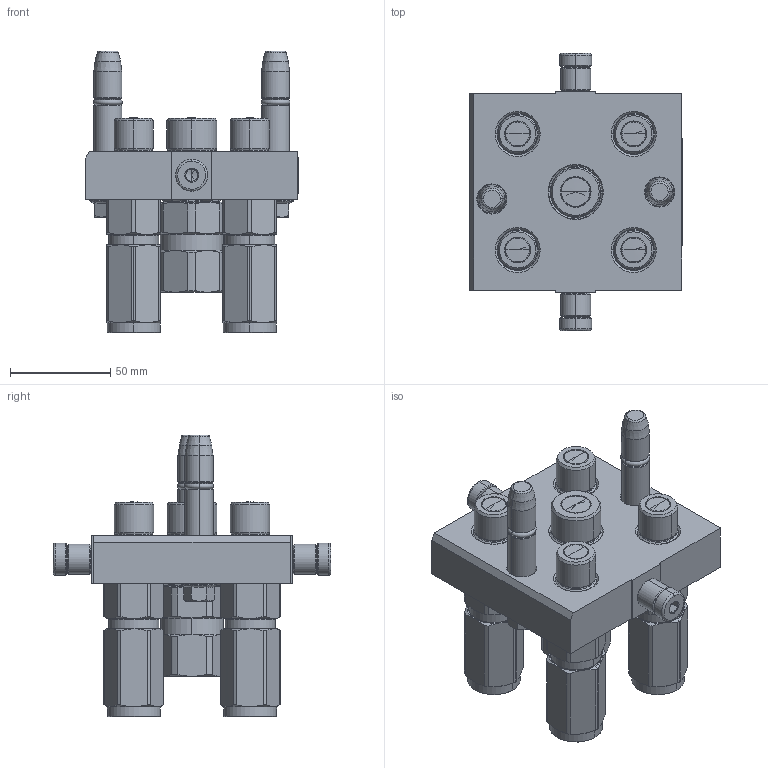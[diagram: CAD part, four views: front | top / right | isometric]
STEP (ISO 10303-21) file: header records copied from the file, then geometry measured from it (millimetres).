
FILE_DESCRIPTION (( 'STEP AP214' ), '1' );
FILE_NAME ('FASTER.step', '2022-11-03T08:31:23', ( '' ), ( '' ), 'SwSTEP 2.0', 'SolidWorks 2017', '' );
FILE_SCHEMA (( 'AUTOMOTIVE_DESIGN' ));
Length unit declared in the file: millimetre
Products named in the file (12): 3ffnp38_gas_m; 4830_010_0000_011; 2ffnp12-18g_m; FASTER; et002; P506-1_M_BASE; 4830_028_1000_011; or2_62x9_19_m; 4830_021_0000_000; 4830_013_3000_030; 1540_080_0008_000
Assembly tree (19 placements, depth 3):
  FASTER
    P506-1_M_BASE
      4830_010_0000_011
      4830_021_0000_000  x2
      1540_080_0008_000  x2
      4830_013_3000_030  x2
      4830_028_1000_011  x2
      or2_62x9_19_m  x2
    3ffnp38_gas_m  x4
      3ffnp38_gas_m
    2ffnp12-18g_m
    et002
Bounding box: 106.3 x 138.6 x 140.8 mm (x, y, z)
Volume: 39341.5 mm3; surface area: 132625.6 mm2
Topology: 8 solids, 56 shells, 1926 faces, 5399 edges, 3543 vertices
Faces by surface type: plane 968, cone 404, cylinder 356, torus 136, bspline 62
Entity records: 47782 total; most frequent: CARTESIAN_POINT 11905, ORIENTED_EDGE 6792, DIRECTION 6557, EDGE_CURVE 3510, LINE 2435, VECTOR 2435, VERTEX_POINT 2272, AXIS2_PLACEMENT_3D 2061
